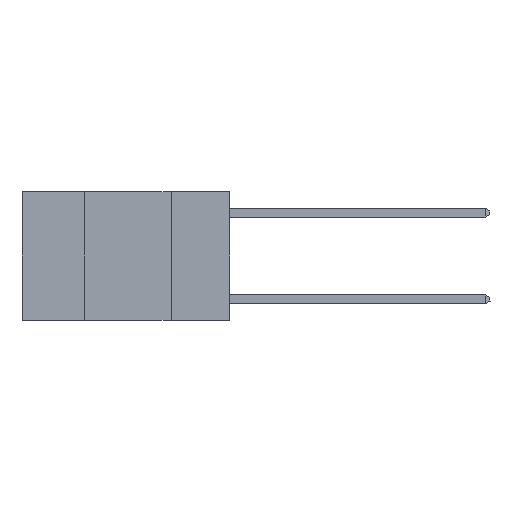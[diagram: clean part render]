
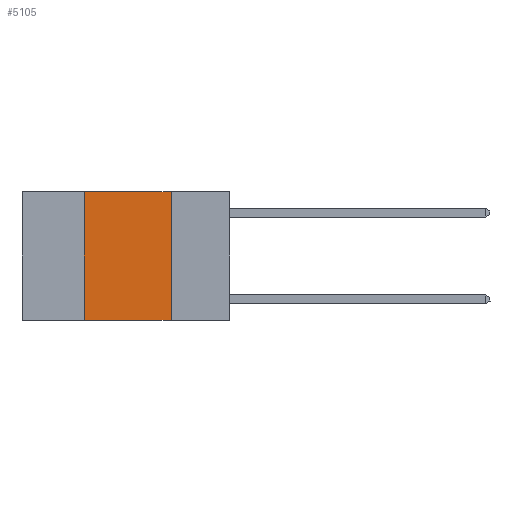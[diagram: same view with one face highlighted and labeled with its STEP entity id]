
A CAD part, left-side view. The second image highlights one B-rep face of the part: STEP entity #5105.
In plain terms, the highlighted planar face has unit normal (-1, 0, 0).
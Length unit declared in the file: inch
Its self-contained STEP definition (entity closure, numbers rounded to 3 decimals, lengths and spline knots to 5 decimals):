
#397 = VECTOR ( 'NONE', #10131, 39.37008 ) ;
#510 = CARTESIAN_POINT ( 'NONE',  ( 0., 0.42, 0. ) ) ;
#922 = CARTESIAN_POINT ( 'NONE',  ( 0., 0.17, -0.37 ) ) ;
#1138 = CARTESIAN_POINT ( 'NONE',  ( 0., 0.17, 0. ) ) ;
#1233 = CARTESIAN_POINT ( 'NONE',  ( 0., 0.6, 0. ) ) ;
#1557 = EDGE_CURVE ( 'NONE', #7845, #9523, #3519, .T. ) ;
#1718 = VERTEX_POINT ( 'NONE', #10766 ) ;
#2403 = DIRECTION ( 'NONE',  ( 0., 0., 1. ) ) ;
#2437 = CARTESIAN_POINT ( 'NONE',  ( 0., 0.6, 0. ) ) ;
#2513 = EDGE_LOOP ( 'NONE', ( #10529, #10651, #11080, #11220 ) ) ;
#2654 = LINE ( 'NONE', #8691, #4798 ) ;
#2906 = LINE ( 'NONE', #1233, #397 ) ;
#3390 = PLANE ( 'NONE',  #8330 ) ;
#3519 = LINE ( 'NONE', #7667, #7891 ) ;
#4314 = DIRECTION ( 'NONE',  ( 1., 0., 0. ) ) ;
#4344 = DIRECTION ( 'NONE',  ( 0., -1., 0. ) ) ;
#4522 = EDGE_CURVE ( 'NONE', #5256, #1718, #7669, .T. ) ;
#4798 = VECTOR ( 'NONE', #4344, 39.37008 ) ;
#5105 = ADVANCED_FACE ( 'NONE', ( #8333 ), #3390, .F. ) ;
#5256 = VERTEX_POINT ( 'NONE', #8362 ) ;
#5379 = VECTOR ( 'NONE', #2403, 39.37008 ) ;
#5480 = EDGE_CURVE ( 'NONE', #5256, #9523, #2654, .T. ) ;
#6120 = DIRECTION ( 'NONE',  ( 0., 0., -1. ) ) ;
#7296 = EDGE_CURVE ( 'NONE', #1718, #7845, #2906, .T. ) ;
#7667 = CARTESIAN_POINT ( 'NONE',  ( 0., 0.17, 0. ) ) ;
#7669 = LINE ( 'NONE', #510, #5379 ) ;
#7845 = VERTEX_POINT ( 'NONE', #1138 ) ;
#7891 = VECTOR ( 'NONE', #6120, 39.37008 ) ;
#8330 = AXIS2_PLACEMENT_3D ( 'NONE', #2437, #4314, #10409 ) ;
#8333 = FACE_OUTER_BOUND ( 'NONE', #2513, .T. ) ;
#8362 = CARTESIAN_POINT ( 'NONE',  ( 0., 0.42, -0.37 ) ) ;
#8691 = CARTESIAN_POINT ( 'NONE',  ( 0., 0.6, -0.37 ) ) ;
#9523 = VERTEX_POINT ( 'NONE', #922 ) ;
#10131 = DIRECTION ( 'NONE',  ( 0., -1., 0. ) ) ;
#10409 = DIRECTION ( 'NONE',  ( 0., 0., -1. ) ) ;
#10529 = ORIENTED_EDGE ( 'NONE', *, *, #1557, .F. ) ;
#10651 = ORIENTED_EDGE ( 'NONE', *, *, #7296, .F. ) ;
#10766 = CARTESIAN_POINT ( 'NONE',  ( 0., 0.42, 0. ) ) ;
#11080 = ORIENTED_EDGE ( 'NONE', *, *, #4522, .F. ) ;
#11220 = ORIENTED_EDGE ( 'NONE', *, *, #5480, .T. ) ;
